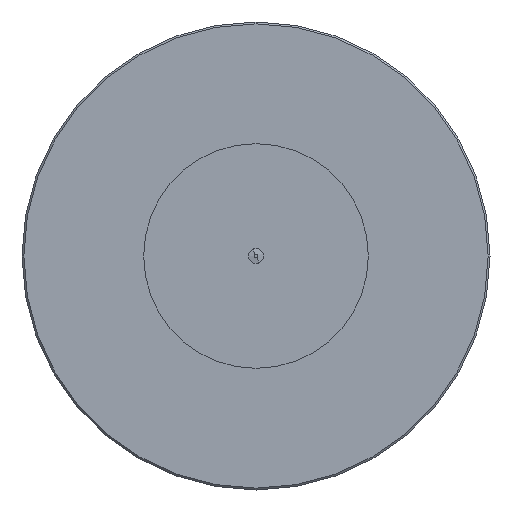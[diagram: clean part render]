
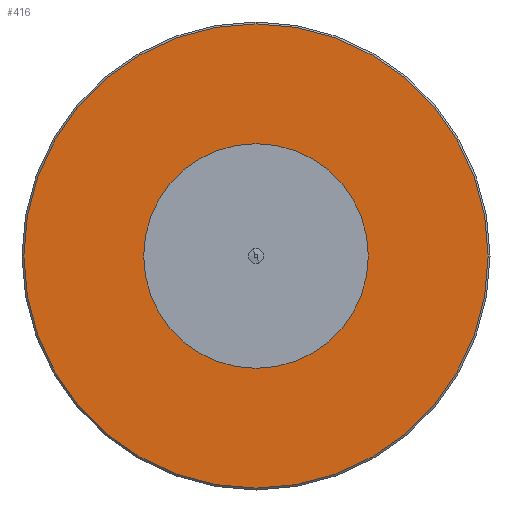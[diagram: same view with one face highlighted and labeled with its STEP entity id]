
A CAD part, front view. The second image highlights one B-rep face of the part: STEP entity #416.
In plain terms, the highlighted planar face has unit normal (0, -1, 0).
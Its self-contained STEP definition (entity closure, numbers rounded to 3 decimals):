
#228 = ORIENTED_EDGE ( 'NONE', *, *, #401, .T. ) ;
#232 = ORIENTED_EDGE ( 'NONE', *, *, #397, .F. ) ;
#263 = CARTESIAN_POINT ( 'NONE',  ( 0., 0., 30. ) ) ;
#289 = VERTEX_POINT ( 'NONE', #263 ) ;
#290 = VERTEX_POINT ( 'NONE', #475 ) ;
#299 = EDGE_CURVE ( 'NONE', #405, #290, #1149, .T. ) ;
#385 = EDGE_LOOP ( 'NONE', ( #418, #228 ) ) ;
#395 = VERTEX_POINT ( 'NONE', #1216 ) ;
#397 = EDGE_CURVE ( 'NONE', #289, #395, #1206, .T. ) ;
#401 = EDGE_CURVE ( 'NONE', #290, #405, #1208, .T. ) ;
#405 = VERTEX_POINT ( 'NONE', #1350 ) ;
#416 = ADVANCED_FACE ( 'NONE', ( #1412, #1410 ), #1413, .T. ) ;
#418 = ORIENTED_EDGE ( 'NONE', *, *, #299, .T. ) ;
#419 = EDGE_LOOP ( 'NONE', ( #422, #232 ) ) ;
#420 = EDGE_CURVE ( 'NONE', #395, #289, #1387, .T. ) ;
#422 = ORIENTED_EDGE ( 'NONE', *, *, #420, .F. ) ;
#475 = CARTESIAN_POINT ( 'NONE',  ( 0., 0., -62. ) ) ;
#1147 = DIRECTION ( 'NONE',  ( 0., 0., -1. ) ) ;
#1148 = DIRECTION ( 'NONE',  ( 0., -1., 0. ) ) ;
#1149 = CIRCLE ( 'NONE', #1159, 62. ) ;
#1157 = CARTESIAN_POINT ( 'NONE',  ( 0., 0., 0. ) ) ;
#1159 = AXIS2_PLACEMENT_3D ( 'NONE', #1157, #1148, #1147 ) ;
#1193 = DIRECTION ( 'NONE',  ( 0., 0., -1. ) ) ;
#1194 = DIRECTION ( 'NONE',  ( 0., -1., 0. ) ) ;
#1195 = CARTESIAN_POINT ( 'NONE',  ( 0., 0., 0. ) ) ;
#1202 = DIRECTION ( 'NONE',  ( 0., 0., -1. ) ) ;
#1203 = DIRECTION ( 'NONE',  ( 0., -1., 0. ) ) ;
#1204 = CARTESIAN_POINT ( 'NONE',  ( 0., 0., 0. ) ) ;
#1205 = AXIS2_PLACEMENT_3D ( 'NONE', #1204, #1203, #1202 ) ;
#1206 = CIRCLE ( 'NONE', #1205, 30. ) ;
#1208 = CIRCLE ( 'NONE', #1301, 62. ) ;
#1216 = CARTESIAN_POINT ( 'NONE',  ( 0., 0., -30. ) ) ;
#1301 = AXIS2_PLACEMENT_3D ( 'NONE', #1195, #1194, #1193 ) ;
#1348 = DIRECTION ( 'NONE',  ( 0., 0., -1. ) ) ;
#1349 = DIRECTION ( 'NONE',  ( 0., -1., 0. ) ) ;
#1350 = CARTESIAN_POINT ( 'NONE',  ( 0., 0., 62. ) ) ;
#1384 = CARTESIAN_POINT ( 'NONE',  ( 0., 0., 0. ) ) ;
#1385 = AXIS2_PLACEMENT_3D ( 'NONE', #1384, #1349, #1348 ) ;
#1387 = CIRCLE ( 'NONE', #1385, 30. ) ;
#1389 = DIRECTION ( 'NONE',  ( 0., 0., -1. ) ) ;
#1390 = DIRECTION ( 'NONE',  ( 0., -1., 0. ) ) ;
#1397 = CARTESIAN_POINT ( 'NONE',  ( 62., 0., 0. ) ) ;
#1402 = AXIS2_PLACEMENT_3D ( 'NONE', #1397, #1390, #1389 ) ;
#1410 = FACE_BOUND ( 'NONE', #419, .T. ) ;
#1412 = FACE_OUTER_BOUND ( 'NONE', #385, .T. ) ;
#1413 = PLANE ( 'NONE',  #1402 ) ;
